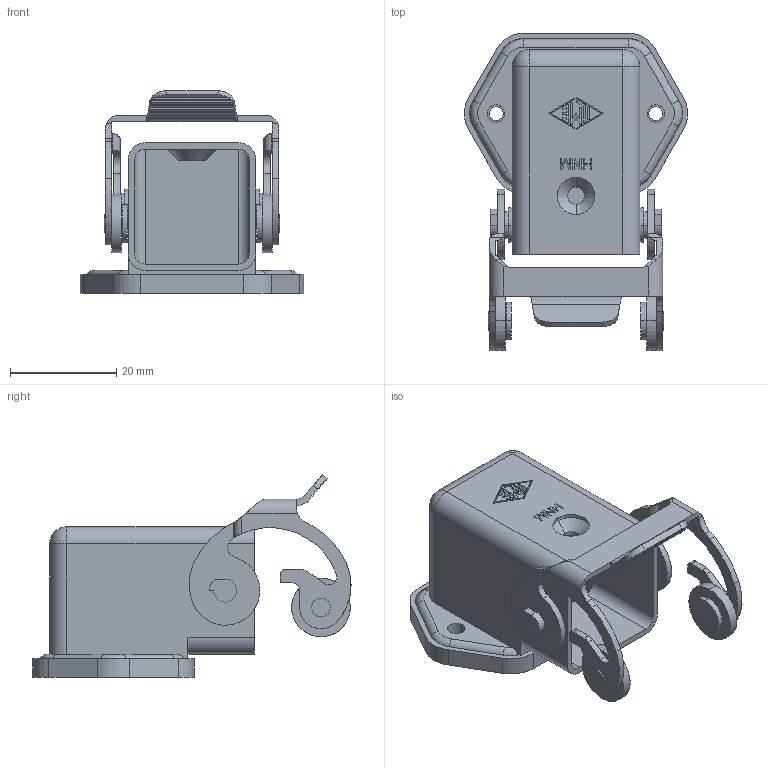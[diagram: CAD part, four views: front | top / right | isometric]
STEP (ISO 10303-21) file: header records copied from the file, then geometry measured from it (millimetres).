
FILE_DESCRIPTION(('Creo Elements/Direct Modeling STEP Export'),'2;1');
FILE_NAME('0ln7uvk5h0nh58k1380','2022-02-01T15:04:42',(''),(''),'Creo Elements/Direct Modeling STEP processor for AP214 (Solid Model)','Creo Elements/Direct Modeling 20.1B 02-Apr-2019 (C) Parametric Technology GmbH','');
FILE_SCHEMA(('AUTOMOTIVE_DESIGN { 1 0 10303 214 1 1 1 1 }'));
Length unit declared in the file: millimetre
Products named in the file (2): RKAX_03_IA
Assembly tree (1 placements, depth 2):
  RKAX_03_IA
    RKAX_03_IA
Bounding box: 42.02 x 59.81 x 38.1 mm (x, y, z)
Volume: 8502.2 mm3; surface area: 11863.2 mm2
Topology: 1 solids, 1 shells, 317 faces, 864 edges, 573 vertices
Faces by surface type: plane 159, cylinder 147, torus 6, cone 3, sphere 2
Entity records: 13131 total; most frequent: CARTESIAN_POINT 2481, ORIENTED_EDGE 1724, DIRECTION 1669, EDGE_CURVE 862, AXIS2_PLACEMENT_3D 575, VERTEX_POINT 573, VECTOR 519, LINE 519
